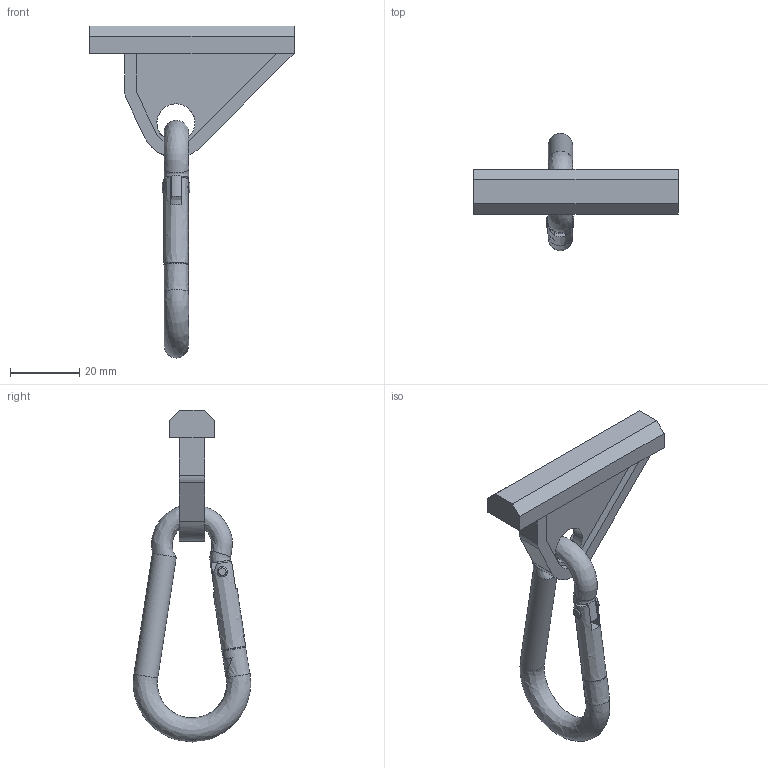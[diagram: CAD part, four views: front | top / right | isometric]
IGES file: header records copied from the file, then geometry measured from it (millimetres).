
Global section: file name: 710001; native system: Autodesk Inventor 2021; preprocessor: unknown; author: Mrówczyńska,,; organization: 11; date: 20221010.073823; units: millimetre
Bounding box: 59 x 33.98 x 96 mm (x, y, z)
Volume: 15130.7 mm3; surface area: 8672.1 mm2
Topology: 4 solids, 4 shells, 74 faces, 183 edges, 118 vertices
Faces by surface type: bspline 74
